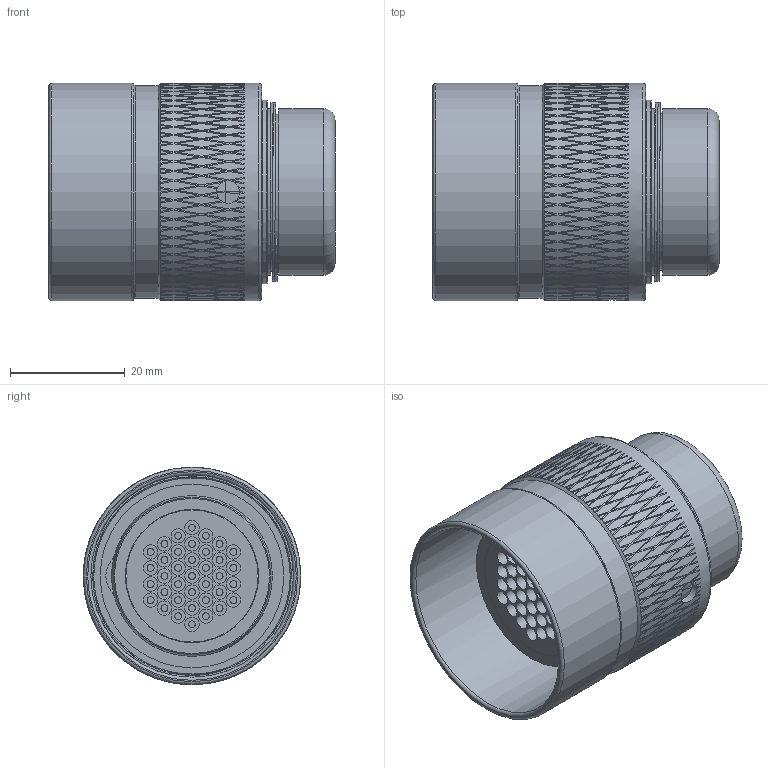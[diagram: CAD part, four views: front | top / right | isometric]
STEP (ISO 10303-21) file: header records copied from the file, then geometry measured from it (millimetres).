
FILE_DESCRIPTION(/* description */ (''),/* implementation_level */ '2;1');
FILE_NAME(/* name */ 'TrustLink MS F Pressure Cap C 37.stp',/* time_stamp */ '2021-03-09T14:21:04+01:00',/* author */ ('sh'),/* organization */ (''),/* preprocessor_version */ 'ST-DEVELOPER v17.2',/* originating_system */ 'Autodesk Inventor 2019',/* authorisation */ '');
FILE_SCHEMA (('AUTOMOTIVE_DESIGN { 1 0 10303 214 3 1 1 }'));
Length unit declared in the file: millimetre
Products named in the file (1): TrustLink MS F Pressure Cap C 37
Bounding box: 49.8 x 37.8 x 37.8 mm (x, y, z)
Volume: 29945.5 mm3; surface area: 18583.4 mm2
Topology: 1 solids, 1 shells, 1710 faces, 4661 edges, 3109 vertices
Faces by surface type: bspline 1268, cylinder 328, plane 95, cone 11, torus 8
Full cylindrical faces by diameter (mm): 1.2 x37, 2.5 x37, 4 x1, 23 x1, 23.2 x1, 27.27 x1, 27.35 x1, 28 x1, 29 x2, 29.5 x3, 31.05 x1, 32 x3, 34.2 x2, 35.2 x2, 35.3 x2, 37 x1, 37.78 x1, 37.8 x2
Entity records: 77451 total; most frequent: CARTESIAN_POINT 42990, ORIENTED_EDGE 9322, EDGE_CURVE 4661, B_SPLINE_CURVE_WITH_KNOTS 3724, VERTEX_POINT 3109, DIRECTION 2354, EDGE_LOOP 1868, STYLED_ITEM 1711
